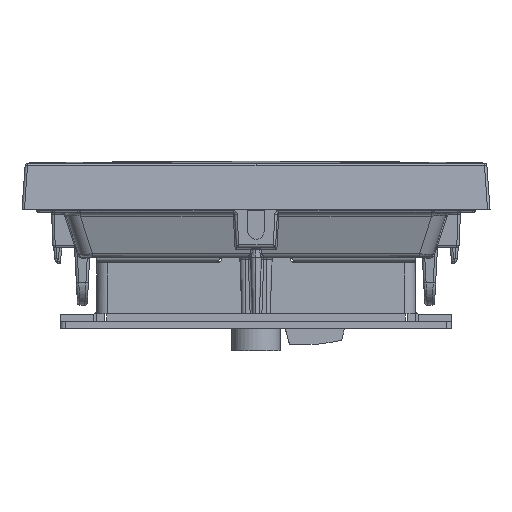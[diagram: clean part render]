
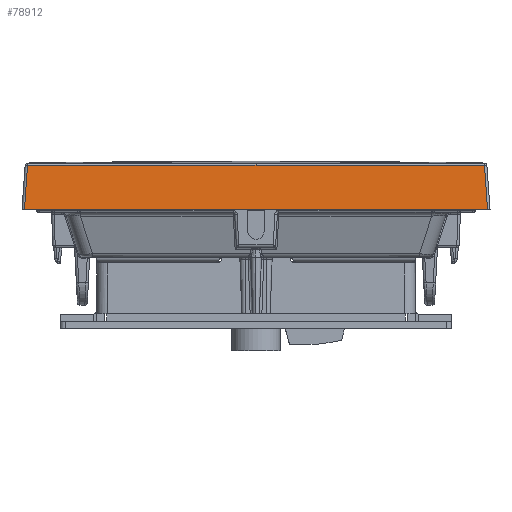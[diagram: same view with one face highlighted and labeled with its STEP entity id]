
A CAD part, left-side view. The second image highlights one B-rep face of the part: STEP entity #78912.
In plain terms, the highlighted planar face has unit normal (-0.998, 0, 0.07).
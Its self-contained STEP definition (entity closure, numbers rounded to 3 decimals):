
#5653=LINE('',#116644,#11286);
#5727=LINE('',#116993,#11360);
#5728=LINE('',#117025,#11361);
#11286=VECTOR('',#92170,94.575);
#11360=VECTOR('',#92388,9.079);
#11361=VECTOR('',#92393,9.079);
#16899=FACE_OUTER_BOUND('',#21755,.T.);
#21755=EDGE_LOOP('',(#52666,#52667,#52668,#52669,#52670));
#29308=B_SPLINE_CURVE_WITH_KNOTS('',5,(#116997,#116998,#116999,#117000,
#117001,#117002,#117003,#117004,#117005,#117006,#117007,#117008,#117009,
#117010,#117011,#117012,#117013,#117014),.UNSPECIFIED.,.F.,.F.,(6,3,3,3,
3,6),(27.782,61.088,77.741,86.068,90.231,
94.394),.UNSPECIFIED.);
#29309=B_SPLINE_CURVE_WITH_KNOTS('',5,(#117016,#117017,#117018,#117019,
#117020,#117021,#117022,#117023,#117024),.UNSPECIFIED.,.F.,.F.,(6,3,6),
(93.812,127.135,160.458),.UNSPECIFIED.);
#31947=VERTEX_POINT('',#116641);
#31948=VERTEX_POINT('',#116643);
#31996=VERTEX_POINT('',#116992);
#31997=VERTEX_POINT('',#116996);
#31998=VERTEX_POINT('',#117015);
#39683=EDGE_CURVE('',#31947,#31948,#5653,.T.);
#39784=EDGE_CURVE('',#31996,#31947,#5727,.T.);
#39786=EDGE_CURVE('',#31996,#31997,#29308,.T.);
#39787=EDGE_CURVE('',#31997,#31998,#29309,.T.);
#39788=EDGE_CURVE('',#31998,#31948,#5728,.F.);
#52666=ORIENTED_EDGE('',*,*,#39786,.T.);
#52667=ORIENTED_EDGE('',*,*,#39787,.T.);
#52668=ORIENTED_EDGE('',*,*,#39788,.T.);
#52669=ORIENTED_EDGE('',*,*,#39683,.F.);
#52670=ORIENTED_EDGE('',*,*,#39784,.F.);
#77448=PLANE('',#83865);
#78912=ADVANCED_FACE('',(#16899),#77448,.F.);
#83865=AXIS2_PLACEMENT_3D('',#116995,#92391,#92392);
#92170=DIRECTION('',(0.,1.,0.));
#92388=DIRECTION('',(-0.07,-0.07,-0.995));
#92391=DIRECTION('center_axis',(0.998,0.,
-0.07));
#92392=DIRECTION('ref_axis',(0.,-1.,0.));
#92393=DIRECTION('',(0.07,-0.07,0.995));
#116641=CARTESIAN_POINT('',(-47.786,-47.288,1.97));
#116643=CARTESIAN_POINT('',(-47.786,47.288,1.97));
#116644=CARTESIAN_POINT('',(-47.786,0.,1.97));
#116992=CARTESIAN_POINT('',(-47.155,-46.656,11.004));
#116993=CARTESIAN_POINT('',(-47.452,-46.954,6.744));
#116995=CARTESIAN_POINT('Origin',(-47.262,0.,
9.47));
#116996=CARTESIAN_POINT('',(-47.154,0.,11.008));
#116997=CARTESIAN_POINT('Ctrl Pts',(-47.155,-46.656,11.004));
#116998=CARTESIAN_POINT('Ctrl Pts',(-47.155,-41.946,
11.005));
#116999=CARTESIAN_POINT('Ctrl Pts',(-47.155,-37.235,
11.005));
#117000=CARTESIAN_POINT('Ctrl Pts',(-47.155,-32.583,
11.005));
#117001=CARTESIAN_POINT('Ctrl Pts',(-47.154,-25.646,
11.006));
#117002=CARTESIAN_POINT('Ctrl Pts',(-47.154,-18.706,
11.006));
#117003=CARTESIAN_POINT('Ctrl Pts',(-47.154,-16.389,
11.006));
#117004=CARTESIAN_POINT('Ctrl Pts',(-47.154,-12.902,
11.006));
#117005=CARTESIAN_POINT('Ctrl Pts',(-47.154,-9.397,
11.006));
#117006=CARTESIAN_POINT('Ctrl Pts',(-47.154,-8.227,
11.006));
#117007=CARTESIAN_POINT('Ctrl Pts',(-47.154,-6.468,
11.007));
#117008=CARTESIAN_POINT('Ctrl Pts',(-47.154,-4.705,
11.007));
#117009=CARTESIAN_POINT('Ctrl Pts',(-47.154,-4.117,
11.007));
#117010=CARTESIAN_POINT('Ctrl Pts',(-47.154,-2.942,
11.007));
#117011=CARTESIAN_POINT('Ctrl Pts',(-47.154,-1.763,
11.007));
#117012=CARTESIAN_POINT('Ctrl Pts',(-47.154,-1.179,
11.007));
#117013=CARTESIAN_POINT('Ctrl Pts',(-47.154,-0.583,
11.008));
#117014=CARTESIAN_POINT('Ctrl Pts',(-47.154,0.,
11.008));
#117015=CARTESIAN_POINT('',(-47.155,46.656,11.004));
#117016=CARTESIAN_POINT('Ctrl Pts',(-47.154,0.,
11.008));
#117017=CARTESIAN_POINT('Ctrl Pts',(-47.154,4.712,11.006));
#117018=CARTESIAN_POINT('Ctrl Pts',(-47.154,9.425,
11.006));
#117019=CARTESIAN_POINT('Ctrl Pts',(-47.154,14.076,
11.006));
#117020=CARTESIAN_POINT('Ctrl Pts',(-47.154,23.32,11.006));
#117021=CARTESIAN_POINT('Ctrl Pts',(-47.155,32.568,
11.005));
#117022=CARTESIAN_POINT('Ctrl Pts',(-47.155,37.226,11.005));
#117023=CARTESIAN_POINT('Ctrl Pts',(-47.155,41.943,
11.005));
#117024=CARTESIAN_POINT('Ctrl Pts',(-47.155,46.656,
11.004));
#117025=CARTESIAN_POINT('',(-47.786,47.288,1.97));
